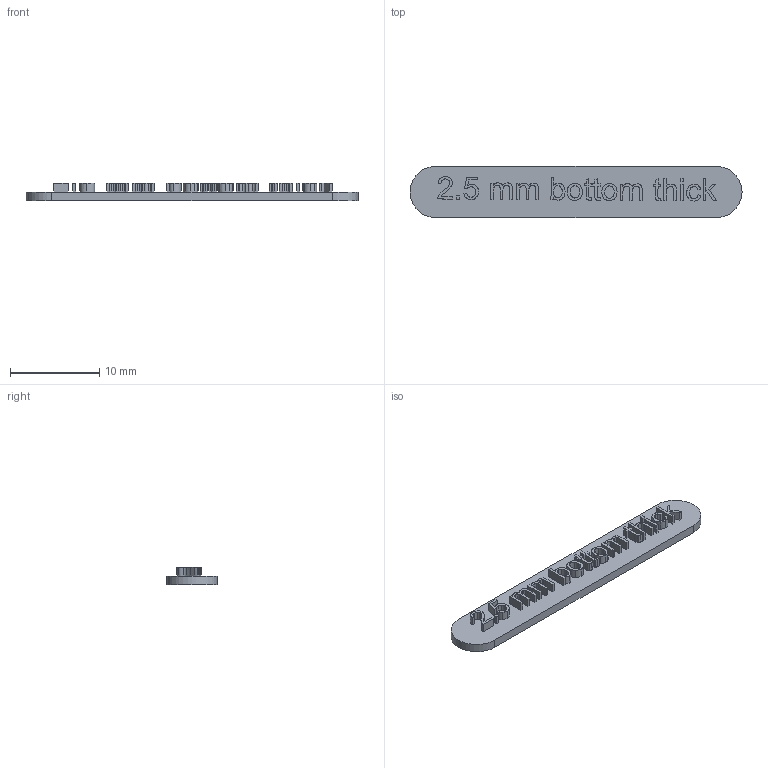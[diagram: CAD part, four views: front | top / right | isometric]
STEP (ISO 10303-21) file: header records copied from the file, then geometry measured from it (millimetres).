
FILE_DESCRIPTION(/* description */ (''),/* implementation_level */ '2;1');
FILE_NAME(/* name */ '2.5mm bottom thick.step',/* time_stamp */ '2023-08-05T18:46:49+01:00',/* author */ (''),/* organization */ (''),/* preprocessor_version */ 'ST-DEVELOPER v20',/* originating_system */ 'Autodesk Translation Framework v12.9.0.99',/* authorisation */ '');
FILE_SCHEMA (('AUTOMOTIVE_DESIGN { 1 0 10303 214 3 1 1 }'));
Length unit declared in the file: millimetre
Products named in the file (1): 2.5mm bottom thick
Bounding box: 37.28 x 5.73 x 2 mm (x, y, z)
Volume: 228.4 mm3; surface area: 684.7 mm2
Topology: 15 solids, 15 shells, 340 faces, 921 edges, 614 vertices
Faces by surface type: bspline 184, plane 154, cylinder 2
Entity records: 12340 total; most frequent: CARTESIAN_POINT 5004, ORIENTED_EDGE 1842, EDGE_CURVE 921, DIRECTION 871, VERTEX_POINT 614, LINE 549, VECTOR 549, B_SPLINE_CURVE_WITH_KNOTS 368
